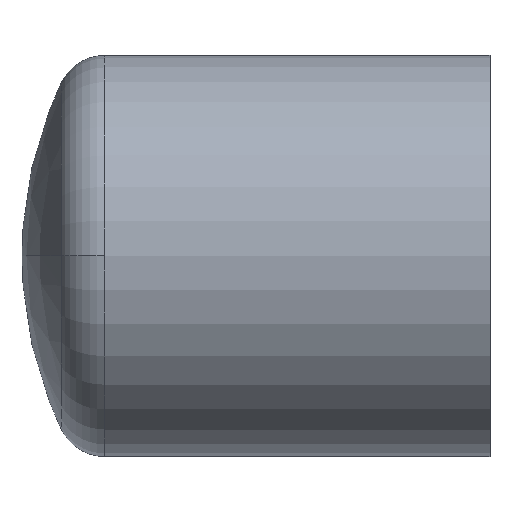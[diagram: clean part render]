
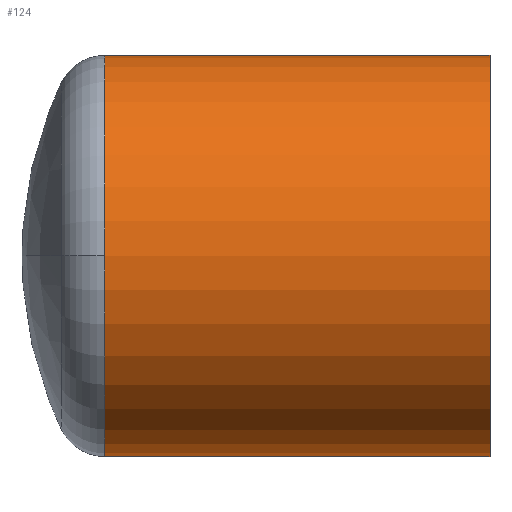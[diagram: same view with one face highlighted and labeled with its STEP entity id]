
A CAD part, top view. The second image highlights one B-rep face of the part: STEP entity #124.
In plain terms, the highlighted cylindrical face has radius 45 mm (diameter 90 mm), a partial arc.
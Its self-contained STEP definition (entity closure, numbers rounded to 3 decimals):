
#86 = EDGE_CURVE( '', #196, #122, #223, .T. );
#88 = VERTEX_POINT( '', #225 );
#112 = EDGE_CURVE( '', #188, #126, #250, .T. );
#122 = VERTEX_POINT( '', #261 );
#124 = ADVANCED_FACE( '', ( #263 ), #264, .T. );
#126 = VERTEX_POINT( '', #266 );
#134 = EDGE_CURVE( '', #196, #188, #274, .T. );
#156 = EDGE_CURVE( '', #88, #126, #298, .T. );
#174 = EDGE_CURVE( '', #122, #88, #321, .T. );
#188 = VERTEX_POINT( '', #337 );
#196 = VERTEX_POINT( '', #346 );
#223 = LINE( '', #364, #365 );
#225 = CARTESIAN_POINT( '', ( 0., 45., 0. ) );
#250 = CIRCLE( '', #400, 45. );
#261 = CARTESIAN_POINT( '', ( 0., -45., 0. ) );
#263 = FACE_OUTER_BOUND( '', #416, .T. );
#264 = CYLINDRICAL_SURFACE( '', #417, 45. );
#266 = CARTESIAN_POINT( '', ( -86.435, 45., 0. ) );
#274 = CIRCLE( '', #429, 45. );
#298 = LINE( '', #459, #460 );
#321 = CIRCLE( '', #487, 45. );
#337 = CARTESIAN_POINT( '', ( -86.435, 0., 45. ) );
#346 = CARTESIAN_POINT( '', ( -86.435, -45., 0. ) );
#364 = CARTESIAN_POINT( '', ( -43.218, -45., 0. ) );
#365 = VECTOR( '', #534, 1. );
#400 = AXIS2_PLACEMENT_3D( '', #566, #567, #568 );
#416 = EDGE_LOOP( '', ( #585, #586, #587, #588, #589 ) );
#417 = AXIS2_PLACEMENT_3D( '', #590, #591, #592 );
#429 = AXIS2_PLACEMENT_3D( '', #596, #597, #598 );
#459 = CARTESIAN_POINT( '', ( -43.218, 45., 0. ) );
#460 = VECTOR( '', #630, 1. );
#487 = AXIS2_PLACEMENT_3D( '', #673, #674, #675 );
#534 = DIRECTION( '', ( 1., 0., 0. ) );
#566 = CARTESIAN_POINT( '', ( -86.435, 0., 0. ) );
#567 = DIRECTION( '', ( -1., 0., 0. ) );
#568 = DIRECTION( '', ( 0., 1., 0. ) );
#585 = ORIENTED_EDGE( '', *, *, #156, .T. );
#586 = ORIENTED_EDGE( '', *, *, #112, .F. );
#587 = ORIENTED_EDGE( '', *, *, #134, .F. );
#588 = ORIENTED_EDGE( '', *, *, #86, .T. );
#589 = ORIENTED_EDGE( '', *, *, #174, .T. );
#590 = CARTESIAN_POINT( '', ( -43.218, 0., 0. ) );
#591 = DIRECTION( '', ( 1., 0., 0. ) );
#592 = DIRECTION( '', ( 0., 1., 0. ) );
#596 = CARTESIAN_POINT( '', ( -86.435, 0., 0. ) );
#597 = DIRECTION( '', ( -1., 0., 0. ) );
#598 = DIRECTION( '', ( 0., 1., 0. ) );
#630 = DIRECTION( '', ( -1., 0., 0. ) );
#673 = CARTESIAN_POINT( '', ( 0., 0., 0. ) );
#674 = DIRECTION( '', ( -1., 0., 0. ) );
#675 = DIRECTION( '', ( 0., 1., 0. ) );
